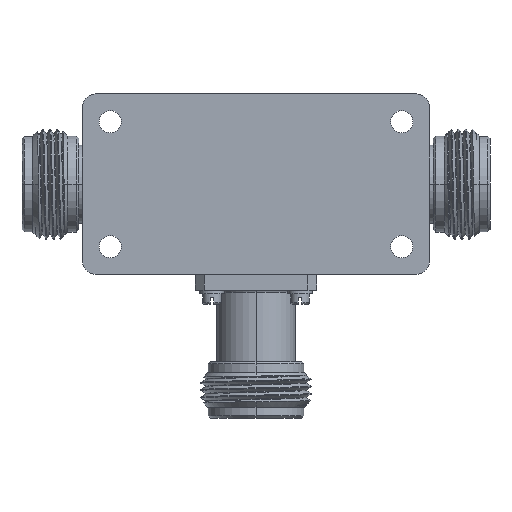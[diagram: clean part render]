
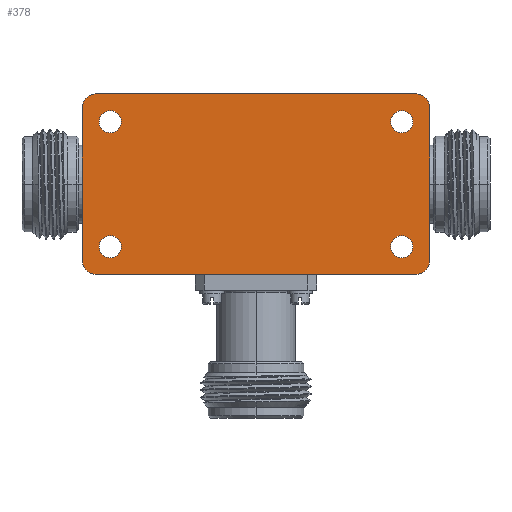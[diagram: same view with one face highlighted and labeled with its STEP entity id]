
A CAD part, front view. The second image highlights one B-rep face of the part: STEP entity #378.
In plain terms, the highlighted planar face has unit normal (0, -1, 0).
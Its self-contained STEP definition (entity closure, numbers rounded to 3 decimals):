
#59 = CARTESIAN_POINT ( 'NONE',  ( -21., -13., -10.6 ) ) ;
#97 = ORIENTED_EDGE ( 'NONE', *, *, #5143, .T. ) ;
#115 = CARTESIAN_POINT ( 'NONE',  ( 21., -13., -9. ) ) ;
#163 = ORIENTED_EDGE ( 'NONE', *, *, #1497, .T. ) ;
#169 = LINE ( 'NONE', #5464, #2037 ) ;
#206 = LINE ( 'NONE', #233, #5539 ) ;
#233 = CARTESIAN_POINT ( 'NONE',  ( -25., -13., 13. ) ) ;
#357 = CARTESIAN_POINT ( 'NONE',  ( -25., -13., -13. ) ) ;
#378 = ADVANCED_FACE ( 'NONE', ( #5289, #3796, #4277, #455, #5255 ), #4878, .T. ) ;
#414 = ORIENTED_EDGE ( 'NONE', *, *, #1556, .T. ) ;
#455 = FACE_BOUND ( 'NONE', #1759, .T. ) ;
#488 = DIRECTION ( 'NONE',  ( 0., 0., -1. ) ) ;
#561 = DIRECTION ( 'NONE',  ( 0., 0., -1. ) ) ;
#698 = VERTEX_POINT ( 'NONE', #3704 ) ;
#739 = CARTESIAN_POINT ( 'NONE',  ( 21., -13., 9. ) ) ;
#761 = CIRCLE ( 'NONE', #1555, 1.6 ) ;
#766 = EDGE_LOOP ( 'NONE', ( #97, #3470 ) ) ;
#890 = EDGE_CURVE ( 'NONE', #5593, #2303, #1708, .T. ) ;
#916 = ORIENTED_EDGE ( 'NONE', *, *, #3900, .T. ) ;
#966 = DIRECTION ( 'NONE',  ( 0., -1., 0. ) ) ;
#1000 = DIRECTION ( 'NONE',  ( 0., 0., -1. ) ) ;
#1022 = CARTESIAN_POINT ( 'NONE',  ( 21., -13., -9. ) ) ;
#1029 = AXIS2_PLACEMENT_3D ( 'NONE', #1464, #966, #488 ) ;
#1045 = ORIENTED_EDGE ( 'NONE', *, *, #5261, .T. ) ;
#1068 = DIRECTION ( 'NONE',  ( 0., -1., 0. ) ) ;
#1097 = VERTEX_POINT ( 'NONE', #1805 ) ;
#1098 = ORIENTED_EDGE ( 'NONE', *, *, #890, .T. ) ;
#1151 = AXIS2_PLACEMENT_3D ( 'NONE', #1627, #1662, #1265 ) ;
#1154 = DIRECTION ( 'NONE',  ( 0., 1., 0. ) ) ;
#1198 = EDGE_CURVE ( 'NONE', #1097, #4801, #3014, .T. ) ;
#1265 = DIRECTION ( 'NONE',  ( 0., 0., -1. ) ) ;
#1464 = CARTESIAN_POINT ( 'NONE',  ( -23., -13., 11. ) ) ;
#1485 = DIRECTION ( 'NONE',  ( 0., 0., -1. ) ) ;
#1497 = EDGE_CURVE ( 'NONE', #2414, #5593, #169, .T. ) ;
#1521 = EDGE_LOOP ( 'NONE', ( #1045, #2277 ) ) ;
#1541 = AXIS2_PLACEMENT_3D ( 'NONE', #115, #1154, #2012 ) ;
#1555 = AXIS2_PLACEMENT_3D ( 'NONE', #4092, #6036, #2215 ) ;
#1556 = EDGE_CURVE ( 'NONE', #4045, #3869, #4444, .T. ) ;
#1562 = CARTESIAN_POINT ( 'NONE',  ( -25., -13., 13. ) ) ;
#1582 = EDGE_CURVE ( 'NONE', #3668, #5850, #4244, .T. ) ;
#1627 = CARTESIAN_POINT ( 'NONE',  ( -23., -13., -11. ) ) ;
#1643 = ORIENTED_EDGE ( 'NONE', *, *, #4533, .T. ) ;
#1662 = DIRECTION ( 'NONE',  ( 0., -1., 0. ) ) ;
#1682 = CARTESIAN_POINT ( 'NONE',  ( 25., -13., -11. ) ) ;
#1683 = DIRECTION ( 'NONE',  ( 0., 0., 1. ) ) ;
#1695 = ORIENTED_EDGE ( 'NONE', *, *, #2987, .T. ) ;
#1708 = CIRCLE ( 'NONE', #1815, 2. ) ;
#1759 = EDGE_LOOP ( 'NONE', ( #2344, #1643 ) ) ;
#1805 = CARTESIAN_POINT ( 'NONE',  ( 21., -13., 7.4 ) ) ;
#1815 = AXIS2_PLACEMENT_3D ( 'NONE', #4819, #3874, #561 ) ;
#1881 = DIRECTION ( 'NONE',  ( 0., -1., 0. ) ) ;
#1892 = CARTESIAN_POINT ( 'NONE',  ( -23., -13., -13. ) ) ;
#2012 = DIRECTION ( 'NONE',  ( 0., 0., 1. ) ) ;
#2037 = VECTOR ( 'NONE', #1683, 1000. ) ;
#2115 = CARTESIAN_POINT ( 'NONE',  ( -25., -13., -11. ) ) ;
#2215 = DIRECTION ( 'NONE',  ( 0., 0., 1. ) ) ;
#2277 = ORIENTED_EDGE ( 'NONE', *, *, #5082, .T. ) ;
#2303 = VERTEX_POINT ( 'NONE', #2601 ) ;
#2344 = ORIENTED_EDGE ( 'NONE', *, *, #4171, .T. ) ;
#2414 = VERTEX_POINT ( 'NONE', #1682 ) ;
#2548 = CIRCLE ( 'NONE', #4448, 1.6 ) ;
#2558 = ORIENTED_EDGE ( 'NONE', *, *, #3784, .T. ) ;
#2594 = CARTESIAN_POINT ( 'NONE',  ( -21., -13., 9. ) ) ;
#2601 = CARTESIAN_POINT ( 'NONE',  ( 23., -13., 13. ) ) ;
#2695 = CARTESIAN_POINT ( 'NONE',  ( -21., -13., -9. ) ) ;
#2731 = LINE ( 'NONE', #357, #5124 ) ;
#2774 = DIRECTION ( 'NONE',  ( 0., 1., 0. ) ) ;
#2829 = AXIS2_PLACEMENT_3D ( 'NONE', #5366, #1068, #1000 ) ;
#2889 = CARTESIAN_POINT ( 'NONE',  ( -21., -13., 9. ) ) ;
#2912 = CARTESIAN_POINT ( 'NONE',  ( 0., -13., 0. ) ) ;
#2922 = DIRECTION ( 'NONE',  ( 0., 1., 0. ) ) ;
#2956 = DIRECTION ( 'NONE',  ( 0., 1., 0. ) ) ;
#2987 = EDGE_CURVE ( 'NONE', #5500, #3050, #6123, .T. ) ;
#3014 = CIRCLE ( 'NONE', #3426, 1.6 ) ;
#3035 = AXIS2_PLACEMENT_3D ( 'NONE', #2594, #2956, #4025 ) ;
#3042 = AXIS2_PLACEMENT_3D ( 'NONE', #2695, #3123, #5986 ) ;
#3050 = VERTEX_POINT ( 'NONE', #4984 ) ;
#3091 = ORIENTED_EDGE ( 'NONE', *, *, #5386, .T. ) ;
#3123 = DIRECTION ( 'NONE',  ( 0., 1., 0. ) ) ;
#3124 = AXIS2_PLACEMENT_3D ( 'NONE', #739, #5926, #4102 ) ;
#3140 = AXIS2_PLACEMENT_3D ( 'NONE', #2889, #4341, #3391 ) ;
#3145 = ORIENTED_EDGE ( 'NONE', *, *, #4067, .T. ) ;
#3293 = DIRECTION ( 'NONE',  ( 0., 0., 1. ) ) ;
#3391 = DIRECTION ( 'NONE',  ( 0., 0., 1. ) ) ;
#3392 = EDGE_LOOP ( 'NONE', ( #3145, #1695, #4709, #414, #3091, #916, #163, #1098 ) ) ;
#3426 = AXIS2_PLACEMENT_3D ( 'NONE', #3773, #2774, #3293 ) ;
#3432 = CIRCLE ( 'NONE', #2829, 2. ) ;
#3470 = ORIENTED_EDGE ( 'NONE', *, *, #1582, .T. ) ;
#3514 = CARTESIAN_POINT ( 'NONE',  ( -21., -13., -7.4 ) ) ;
#3534 = AXIS2_PLACEMENT_3D ( 'NONE', #2912, #1881, #1485 ) ;
#3662 = CARTESIAN_POINT ( 'NONE',  ( -21., -13., 10.6 ) ) ;
#3668 = VERTEX_POINT ( 'NONE', #5996 ) ;
#3704 = CARTESIAN_POINT ( 'NONE',  ( 23., -13., -13. ) ) ;
#3773 = CARTESIAN_POINT ( 'NONE',  ( 21., -13., 9. ) ) ;
#3784 = EDGE_CURVE ( 'NONE', #4801, #1097, #4435, .T. ) ;
#3796 = FACE_BOUND ( 'NONE', #1521, .T. ) ;
#3797 = VERTEX_POINT ( 'NONE', #3514 ) ;
#3869 = VERTEX_POINT ( 'NONE', #1892 ) ;
#3874 = DIRECTION ( 'NONE',  ( 0., -1., 0. ) ) ;
#3897 = LINE ( 'NONE', #1562, #4240 ) ;
#3900 = EDGE_CURVE ( 'NONE', #698, #2414, #3432, .T. ) ;
#3991 = EDGE_CURVE ( 'NONE', #3050, #4045, #3897, .T. ) ;
#4025 = DIRECTION ( 'NONE',  ( 0., 0., 1. ) ) ;
#4045 = VERTEX_POINT ( 'NONE', #2115 ) ;
#4047 = DIRECTION ( 'NONE',  ( -1., 0., 0. ) ) ;
#4067 = EDGE_CURVE ( 'NONE', #2303, #5500, #206, .T. ) ;
#4092 = CARTESIAN_POINT ( 'NONE',  ( -21., -13., -9. ) ) ;
#4102 = DIRECTION ( 'NONE',  ( 0., 0., 1. ) ) ;
#4171 = EDGE_CURVE ( 'NONE', #3797, #5073, #5745, .T. ) ;
#4238 = DIRECTION ( 'NONE',  ( 1., 0., 0. ) ) ;
#4240 = VECTOR ( 'NONE', #4888, 1000. ) ;
#4244 = CIRCLE ( 'NONE', #1541, 1.6 ) ;
#4263 = VERTEX_POINT ( 'NONE', #5695 ) ;
#4277 = FACE_BOUND ( 'NONE', #4577, .T. ) ;
#4341 = DIRECTION ( 'NONE',  ( 0., 1., 0. ) ) ;
#4435 = CIRCLE ( 'NONE', #3124, 1.6 ) ;
#4444 = CIRCLE ( 'NONE', #1151, 2. ) ;
#4448 = AXIS2_PLACEMENT_3D ( 'NONE', #1022, #2922, #4850 ) ;
#4533 = EDGE_CURVE ( 'NONE', #5073, #3797, #761, .T. ) ;
#4536 = VERTEX_POINT ( 'NONE', #3662 ) ;
#4577 = EDGE_LOOP ( 'NONE', ( #2558, #4792 ) ) ;
#4709 = ORIENTED_EDGE ( 'NONE', *, *, #3991, .T. ) ;
#4792 = ORIENTED_EDGE ( 'NONE', *, *, #1198, .T. ) ;
#4801 = VERTEX_POINT ( 'NONE', #5528 ) ;
#4819 = CARTESIAN_POINT ( 'NONE',  ( 23., -13., 11. ) ) ;
#4850 = DIRECTION ( 'NONE',  ( 0., 0., 1. ) ) ;
#4863 = CARTESIAN_POINT ( 'NONE',  ( 21., -13., -7.4 ) ) ;
#4878 = PLANE ( 'NONE',  #3534 ) ;
#4888 = DIRECTION ( 'NONE',  ( 0., 0., -1. ) ) ;
#4984 = CARTESIAN_POINT ( 'NONE',  ( -25., -13., 11. ) ) ;
#5057 = CARTESIAN_POINT ( 'NONE',  ( 25., -13., 11. ) ) ;
#5073 = VERTEX_POINT ( 'NONE', #59 ) ;
#5082 = EDGE_CURVE ( 'NONE', #4263, #4536, #5843, .T. ) ;
#5124 = VECTOR ( 'NONE', #4238, 1000. ) ;
#5143 = EDGE_CURVE ( 'NONE', #5850, #3668, #2548, .T. ) ;
#5255 = FACE_OUTER_BOUND ( 'NONE', #3392, .T. ) ;
#5261 = EDGE_CURVE ( 'NONE', #4536, #4263, #5545, .T. ) ;
#5289 = FACE_BOUND ( 'NONE', #766, .T. ) ;
#5366 = CARTESIAN_POINT ( 'NONE',  ( 23., -13., -11. ) ) ;
#5386 = EDGE_CURVE ( 'NONE', #3869, #698, #2731, .T. ) ;
#5464 = CARTESIAN_POINT ( 'NONE',  ( 25., -13., 13. ) ) ;
#5500 = VERTEX_POINT ( 'NONE', #5859 ) ;
#5528 = CARTESIAN_POINT ( 'NONE',  ( 21., -13., 10.6 ) ) ;
#5539 = VECTOR ( 'NONE', #4047, 1000. ) ;
#5545 = CIRCLE ( 'NONE', #3035, 1.6 ) ;
#5593 = VERTEX_POINT ( 'NONE', #5057 ) ;
#5695 = CARTESIAN_POINT ( 'NONE',  ( -21., -13., 7.4 ) ) ;
#5745 = CIRCLE ( 'NONE', #3042, 1.6 ) ;
#5843 = CIRCLE ( 'NONE', #3140, 1.6 ) ;
#5850 = VERTEX_POINT ( 'NONE', #4863 ) ;
#5859 = CARTESIAN_POINT ( 'NONE',  ( -23., -13., 13. ) ) ;
#5926 = DIRECTION ( 'NONE',  ( 0., 1., 0. ) ) ;
#5986 = DIRECTION ( 'NONE',  ( 0., 0., 1. ) ) ;
#5996 = CARTESIAN_POINT ( 'NONE',  ( 21., -13., -10.6 ) ) ;
#6036 = DIRECTION ( 'NONE',  ( 0., 1., 0. ) ) ;
#6123 = CIRCLE ( 'NONE', #1029, 2. ) ;
